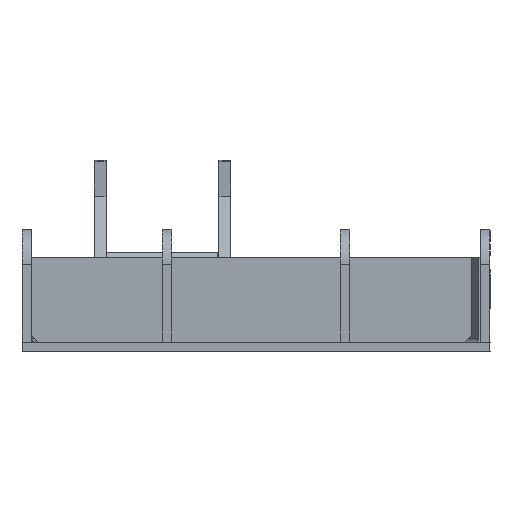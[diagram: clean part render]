
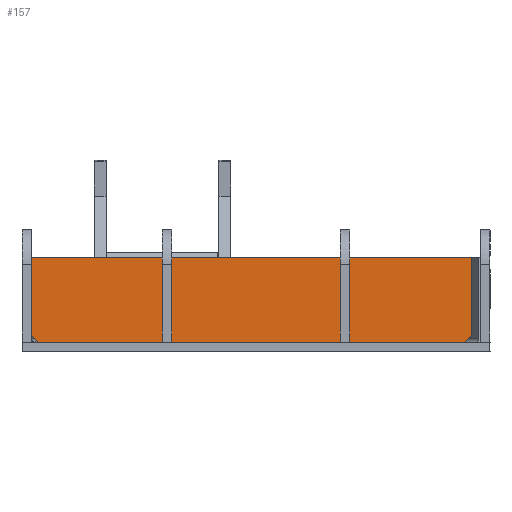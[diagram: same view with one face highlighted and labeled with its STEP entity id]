
A CAD part, front view. The second image highlights one B-rep face of the part: STEP entity #157.
In plain terms, the highlighted planar face has unit normal (0, -1, 0).
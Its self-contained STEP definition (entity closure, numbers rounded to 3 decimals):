
#157=ADVANCED_FACE('',(#330),#2398,.T.);
#330=FACE_OUTER_BOUND('',#503,.T.);
#503=EDGE_LOOP('',(#1179,#1180,#1181,#1182,#1183,#1184));
#1179=ORIENTED_EDGE('',*,*,#1606,.T.);
#1180=ORIENTED_EDGE('',*,*,#1602,.T.);
#1181=ORIENTED_EDGE('',*,*,#1603,.T.);
#1182=ORIENTED_EDGE('',*,*,#1604,.T.);
#1183=ORIENTED_EDGE('',*,*,#1612,.T.);
#1184=ORIENTED_EDGE('',*,*,#1605,.T.);
#1602=EDGE_CURVE('',#2242,#2243,#1977,.T.);
#1603=EDGE_CURVE('',#2243,#2244,#1978,.T.);
#1604=EDGE_CURVE('',#2244,#2245,#1979,.T.);
#1605=EDGE_CURVE('',#2246,#2241,#1980,.T.);
#1606=EDGE_CURVE('',#2241,#2242,#1981,.T.);
#1612=EDGE_CURVE('',#2245,#2246,#1987,.T.);
#1977=B_SPLINE_CURVE_WITH_KNOTS('',1,(#4889,#4890),.UNSPECIFIED.,.F.,.F.,
(2,2),(-33.,0.),.UNSPECIFIED.);
#1978=B_SPLINE_CURVE_WITH_KNOTS('',1,(#4891,#4892),.UNSPECIFIED.,.F.,.F.,
(2,2),(-188.,0.),.UNSPECIFIED.);
#1979=B_SPLINE_CURVE_WITH_KNOTS('',1,(#4893,#4894),.UNSPECIFIED.,.F.,.F.,
(2,2),(-33.,0.),.UNSPECIFIED.);
#1980=B_SPLINE_CURVE_WITH_KNOTS('',1,(#4895,#4896),.UNSPECIFIED.,.F.,.F.,
(2,2),(-182.,0.),.UNSPECIFIED.);
#1981=B_SPLINE_CURVE_WITH_KNOTS('',1,(#4897,#4898),.UNSPECIFIED.,.F.,.F.,
(2,2),(0.,4.243),.UNSPECIFIED.);
#1987=B_SPLINE_CURVE_WITH_KNOTS('',1,(#4909,#4910),.UNSPECIFIED.,.F.,.F.,
(2,2),(0.,4.243),.UNSPECIFIED.);
#2241=VERTEX_POINT('',#4877);
#2242=VERTEX_POINT('',#4878);
#2243=VERTEX_POINT('',#4879);
#2244=VERTEX_POINT('',#4880);
#2245=VERTEX_POINT('',#4881);
#2246=VERTEX_POINT('',#4882);
#2398=PLANE('',#2585);
#2585=AXIS2_PLACEMENT_3D('',#4869,#2687,$);
#2687=DIRECTION('',(0.,-1.,0.));
#4869=CARTESIAN_POINT('',(151.053,-63.485,43.875));
#4877=CARTESIAN_POINT('',(129.,-63.499,4.022));
#4878=CARTESIAN_POINT('',(132.,-63.498,7.022));
#4879=CARTESIAN_POINT('',(132.,-63.486,40.022));
#4880=CARTESIAN_POINT('',(-56.,-63.486,40.022));
#4881=CARTESIAN_POINT('',(-56.,-63.498,7.022));
#4882=CARTESIAN_POINT('',(-53.,-63.499,4.022));
#4889=CARTESIAN_POINT('',(132.,-63.498,7.022));
#4890=CARTESIAN_POINT('',(132.,-63.486,40.022));
#4891=CARTESIAN_POINT('',(132.,-63.486,40.022));
#4892=CARTESIAN_POINT('',(-56.,-63.486,40.022));
#4893=CARTESIAN_POINT('',(-56.,-63.486,40.022));
#4894=CARTESIAN_POINT('',(-56.,-63.498,7.022));
#4895=CARTESIAN_POINT('',(-53.,-63.499,4.022));
#4896=CARTESIAN_POINT('',(129.,-63.499,4.022));
#4897=CARTESIAN_POINT('',(129.,-63.499,4.022));
#4898=CARTESIAN_POINT('',(132.,-63.498,7.022));
#4909=CARTESIAN_POINT('',(-56.,-63.498,7.022));
#4910=CARTESIAN_POINT('',(-53.,-63.499,4.022));
